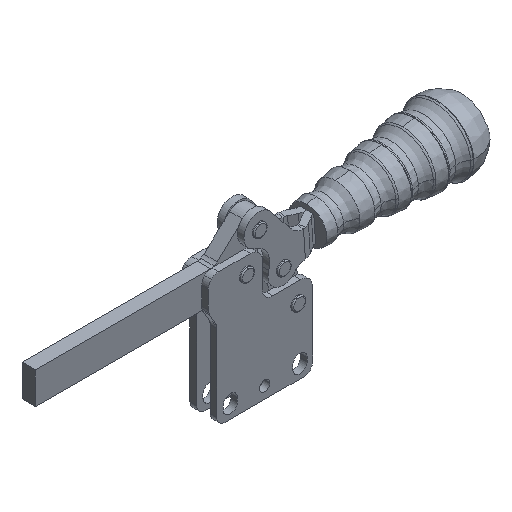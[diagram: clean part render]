
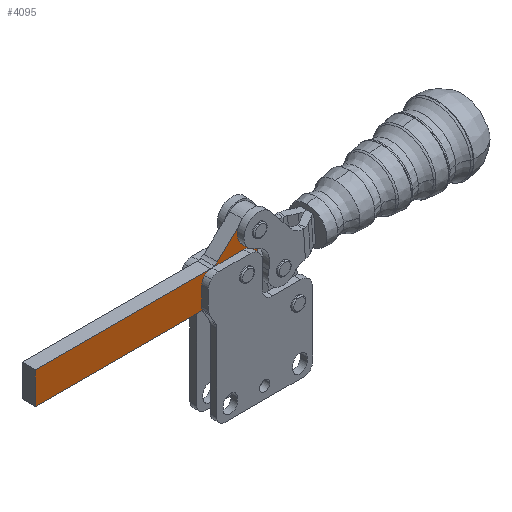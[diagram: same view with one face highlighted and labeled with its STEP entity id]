
A CAD part, isometric view. The second image highlights one B-rep face of the part: STEP entity #4095.
In plain terms, the highlighted planar face has unit normal (0, -1, 0).
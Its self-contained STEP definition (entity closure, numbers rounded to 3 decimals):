
#1338=CARTESIAN_POINT('',(74.55,-84.813,10.703));
#1339=VERTEX_POINT('',#1338);
#1355=CARTESIAN_POINT('',(76.601,-84.813,5.753));
#1356=VERTEX_POINT('',#1355);
#1363=CARTESIAN_POINT('',(69.601,-84.813,5.753));
#1364=DIRECTION('',(0.,-1.0,0.));
#1365=DIRECTION('',(0.707,0.,0.707));
#1366=AXIS2_PLACEMENT_3D('',#1363,#1364,#1365);
#1367=CIRCLE('',#1366,7.0);
#1368=EDGE_CURVE('',#1356,#1339,#1367,.T.);
#1380=CARTESIAN_POINT('',(46.358,-84.813,10.996));
#1381=VERTEX_POINT('',#1380);
#1397=CARTESIAN_POINT('',(50.601,-84.813,12.753));
#1398=VERTEX_POINT('',#1397);
#1405=CARTESIAN_POINT('',(50.601,-84.813,6.753));
#1406=DIRECTION('',(0.,-1.0,0.));
#1407=DIRECTION('',(-0.707,0.,0.707));
#1408=AXIS2_PLACEMENT_3D('',#1405,#1406,#1407);
#1409=CIRCLE('',#1408,6.0);
#1410=EDGE_CURVE('',#1398,#1381,#1409,.T.);
#1420=CARTESIAN_POINT('',(44.805,-84.813,-5.532));
#1421=VERTEX_POINT('',#1420);
#1430=CARTESIAN_POINT('',(45.046,-84.813,-6.247));
#1431=VERTEX_POINT('',#1430);
#1432=CARTESIAN_POINT('',(50.601,-84.813,-3.979));
#1433=DIRECTION('',(0.,-1.,0.));
#1434=DIRECTION('',(-0.966,0.,-0.259));
#1435=AXIS2_PLACEMENT_3D('',#1432,#1433,#1434);
#1436=CIRCLE('',#1435,6.);
#1437=EDGE_CURVE('',#1421,#1431,#1436,.T.);
#1921=CARTESIAN_POINT('',(67.729,-84.813,16.943));
#1922=VERTEX_POINT('',#1921);
#1931=CARTESIAN_POINT('',(72.328,-84.813,13.931));
#1932=VERTEX_POINT('',#1931);
#1933=CARTESIAN_POINT('',(74.724,-84.813,22.606));
#1934=DIRECTION('',(0.,1.,0.));
#1935=DIRECTION('',(0.777,0.,0.629));
#1936=AXIS2_PLACEMENT_3D('',#1933,#1934,#1935);
#1937=CIRCLE('',#1936,9.);
#1938=EDGE_CURVE('',#1932,#1922,#1937,.T.);
#3898=CARTESIAN_POINT('',(51.971,-84.813,13.161));
#3899=VERTEX_POINT('',#3898);
#3915=CARTESIAN_POINT('',(49.797,-84.813,12.753));
#3916=VERTEX_POINT('',#3915);
#3923=CARTESIAN_POINT('',(49.797,-84.813,18.753));
#3924=DIRECTION('',(0.,-1.0,0.));
#3925=DIRECTION('',(0.362,0.,-0.932));
#3926=AXIS2_PLACEMENT_3D('',#3923,#3924,#3925);
#3927=CIRCLE('',#3926,6.);
#3928=EDGE_CURVE('',#3916,#3899,#3927,.T.);
#3975=CARTESIAN_POINT('',(16.108,-84.813,5.766));
#3976=DIRECTION('',(0.0,-1.0,0.0));
#3977=DIRECTION('',(1.0,0.0,0.0));
#3978=AXIS2_PLACEMENT_3D('',#3975,#3976,#3977);
#3979=PLANE('',#3978);
#3980=CARTESIAN_POINT('',(78.568,-84.813,9.779));
#3981=VERTEX_POINT('',#3980);
#3982=CARTESIAN_POINT('',(69.134,-84.813,2.363));
#3983=DIRECTION('',(0.,-1.0,0.));
#3984=DIRECTION('',(-0.948,0.,0.319));
#3985=AXIS2_PLACEMENT_3D('',#3982,#3983,#3984);
#3986=CIRCLE('',#3985,12.);
#3987=EDGE_CURVE('',#3981,#1932,#3986,.T.);
#3988=ORIENTED_EDGE('',*,*,#3987,.T.);
#3989=ORIENTED_EDGE('',*,*,#1938,.T.);
#3990=CARTESIAN_POINT('',(66.279,-84.813,25.718));
#3991=VERTEX_POINT('',#3990);
#3992=CARTESIAN_POINT('',(74.724,-84.813,22.606));
#3993=DIRECTION('',(0.,1.,0.));
#3994=DIRECTION('',(0.777,0.,0.629));
#3995=AXIS2_PLACEMENT_3D('',#3992,#3993,#3994);
#3996=CIRCLE('',#3995,9.);
#3997=EDGE_CURVE('',#1922,#3991,#3996,.T.);
#3998=ORIENTED_EDGE('',*,*,#3997,.T.);
#3999=CARTESIAN_POINT('',(53.85,-84.813,14.329));
#4000=VERTEX_POINT('',#3999);
#4001=CARTESIAN_POINT('',(53.85,-84.813,14.329));
#4002=DIRECTION('',(0.737,0.,0.676));
#4003=VECTOR('',#4002,16.858);
#4004=LINE('',#4001,#4003);
#4005=EDGE_CURVE('',#4000,#3991,#4004,.T.);
#4006=ORIENTED_EDGE('',*,*,#4005,.F.);
#4007=CARTESIAN_POINT('',(49.797,-84.813,18.753));
#4008=DIRECTION('',(0.,-1.0,0.));
#4009=DIRECTION('',(0.362,0.,-0.932));
#4010=AXIS2_PLACEMENT_3D('',#4007,#4008,#4009);
#4011=CIRCLE('',#4010,6.);
#4012=EDGE_CURVE('',#3899,#4000,#4011,.T.);
#4013=ORIENTED_EDGE('',*,*,#4012,.F.);
#4014=ORIENTED_EDGE('',*,*,#3928,.F.);
#4015=CARTESIAN_POINT('',(-54.399,-84.813,12.753));
#4016=VERTEX_POINT('',#4015);
#4017=CARTESIAN_POINT('',(-54.399,-84.813,12.753));
#4018=DIRECTION('',(1.0,0.0,0.0));
#4019=VECTOR('',#4018,104.196);
#4020=LINE('',#4017,#4019);
#4021=EDGE_CURVE('',#4016,#3916,#4020,.T.);
#4022=ORIENTED_EDGE('',*,*,#4021,.F.);
#4023=CARTESIAN_POINT('',(-54.399,-84.813,-6.247));
#4024=VERTEX_POINT('',#4023);
#4025=CARTESIAN_POINT('',(-54.399,-84.813,-6.247));
#4026=DIRECTION('',(0.0,0.0,1.0));
#4027=VECTOR('',#4026,19.0);
#4028=LINE('',#4025,#4027);
#4029=EDGE_CURVE('',#4024,#4016,#4028,.T.);
#4030=ORIENTED_EDGE('',*,*,#4029,.F.);
#4031=CARTESIAN_POINT('',(45.046,-84.813,-6.247));
#4032=DIRECTION('',(-1.0,0.0,0.0));
#4033=VECTOR('',#4032,99.445);
#4034=LINE('',#4031,#4033);
#4035=EDGE_CURVE('',#1431,#4024,#4034,.T.);
#4036=ORIENTED_EDGE('',*,*,#4035,.F.);
#4037=ORIENTED_EDGE('',*,*,#1437,.F.);
#4038=CARTESIAN_POINT('',(44.601,-84.813,-3.979));
#4039=VERTEX_POINT('',#4038);
#4040=CARTESIAN_POINT('',(50.601,-84.813,-3.979));
#4041=DIRECTION('',(0.,-1.,0.));
#4042=DIRECTION('',(-0.966,0.,-0.259));
#4043=AXIS2_PLACEMENT_3D('',#4040,#4041,#4042);
#4044=CIRCLE('',#4043,6.);
#4045=EDGE_CURVE('',#4039,#1421,#4044,.T.);
#4046=ORIENTED_EDGE('',*,*,#4045,.F.);
#4047=CARTESIAN_POINT('',(44.601,-84.813,6.753));
#4048=VERTEX_POINT('',#4047);
#4049=CARTESIAN_POINT('',(44.601,-84.813,6.753));
#4050=DIRECTION('',(0.0,0.0,-1.0));
#4051=VECTOR('',#4050,10.732);
#4052=LINE('',#4049,#4051);
#4053=EDGE_CURVE('',#4048,#4039,#4052,.T.);
#4054=ORIENTED_EDGE('',*,*,#4053,.F.);
#4055=CARTESIAN_POINT('',(50.601,-84.813,6.753));
#4056=DIRECTION('',(0.,-1.0,0.));
#4057=DIRECTION('',(-0.707,0.,0.707));
#4058=AXIS2_PLACEMENT_3D('',#4055,#4056,#4057);
#4059=CIRCLE('',#4058,6.0);
#4060=EDGE_CURVE('',#1381,#4048,#4059,.T.);
#4061=ORIENTED_EDGE('',*,*,#4060,.F.);
#4062=ORIENTED_EDGE('',*,*,#1410,.F.);
#4063=CARTESIAN_POINT('',(69.601,-84.813,12.753));
#4064=VERTEX_POINT('',#4063);
#4065=CARTESIAN_POINT('',(69.601,-84.813,12.753));
#4066=DIRECTION('',(-1.0,0.0,0.0));
#4067=VECTOR('',#4066,19.0);
#4068=LINE('',#4065,#4067);
#4069=EDGE_CURVE('',#4064,#1398,#4068,.T.);
#4070=ORIENTED_EDGE('',*,*,#4069,.F.);
#4071=CARTESIAN_POINT('',(69.601,-84.813,5.753));
#4072=DIRECTION('',(0.,-1.0,0.));
#4073=DIRECTION('',(0.707,0.,0.707));
#4074=AXIS2_PLACEMENT_3D('',#4071,#4072,#4073);
#4075=CIRCLE('',#4074,7.0);
#4076=EDGE_CURVE('',#1339,#4064,#4075,.T.);
#4077=ORIENTED_EDGE('',*,*,#4076,.F.);
#4078=ORIENTED_EDGE('',*,*,#1368,.F.);
#4079=CARTESIAN_POINT('',(76.601,-84.813,4.372));
#4080=VERTEX_POINT('',#4079);
#4081=CARTESIAN_POINT('',(76.601,-84.813,5.753));
#4082=DIRECTION('',(0.0,0.0,-1.0));
#4083=VECTOR('',#4082,1.381);
#4084=LINE('',#4081,#4083);
#4085=EDGE_CURVE('',#1356,#4080,#4084,.T.);
#4086=ORIENTED_EDGE('',*,*,#4085,.T.);
#4087=CARTESIAN_POINT('',(78.568,-84.813,9.779));
#4088=DIRECTION('',(-0.342,0.,-0.94));
#4089=VECTOR('',#4088,5.754);
#4090=LINE('',#4087,#4089);
#4091=EDGE_CURVE('',#3981,#4080,#4090,.T.);
#4092=ORIENTED_EDGE('',*,*,#4091,.F.);
#4093=EDGE_LOOP('',(#3988,#3989,#3998,#4006,#4013,#4014,#4022,#4030,#4036,#4037,#4046,#4054,#4061,#4062,#4070,#4077,#4078,#4086,#4092));
#4094=FACE_OUTER_BOUND('',#4093,.T.);
#4095=ADVANCED_FACE('',(#4094),#3979,.T.);
